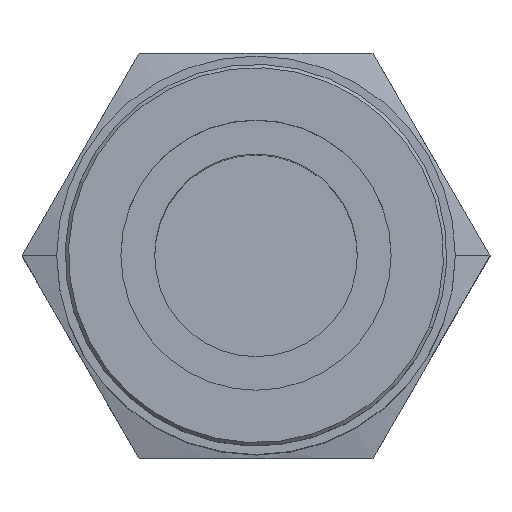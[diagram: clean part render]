
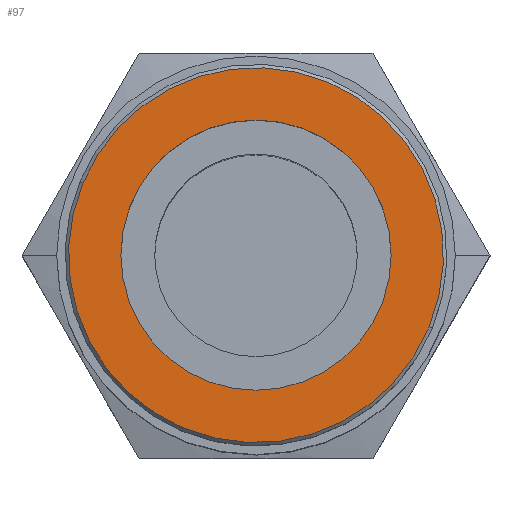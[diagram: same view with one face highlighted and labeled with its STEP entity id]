
A CAD part, top view. The second image highlights one B-rep face of the part: STEP entity #97.
In plain terms, the highlighted planar face has unit normal (0, 0, 1).
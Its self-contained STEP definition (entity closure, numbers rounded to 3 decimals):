
#44=FACE_BOUND('',#576,.T.);
#64=CIRCLE('',#775,5.55);
#65=CIRCLE('',#776,5.55);
#66=CIRCLE('',#777,4.);
#67=CIRCLE('',#778,4.);
#97=ADVANCED_FACE('KC6-01',(#139,#44),#619,.T.);
#139=FACE_OUTER_BOUND('',#575,.T.);
#224=ORIENTED_EDGE('',*,*,#390,.T.);
#225=ORIENTED_EDGE('',*,*,#391,.T.);
#226=ORIENTED_EDGE('',*,*,#392,.F.);
#227=ORIENTED_EDGE('',*,*,#393,.F.);
#390=EDGE_CURVE('54',#538,#539,#64,.T.);
#391=EDGE_CURVE('55',#539,#538,#65,.T.);
#392=EDGE_CURVE('61',#540,#541,#66,.T.);
#393=EDGE_CURVE('60',#541,#540,#67,.T.);
#538=VERTEX_POINT('24',#707);
#539=VERTEX_POINT('44',#708);
#540=VERTEX_POINT('47',#710);
#541=VERTEX_POINT('25',#711);
#575=EDGE_LOOP('',(#224,#225));
#576=EDGE_LOOP('',(#226,#227));
#619=PLANE('',#774);
#706=CARTESIAN_POINT('',(-7.906,-3.271,24.75));
#707=CARTESIAN_POINT('',(5.127,-2.126,24.75));
#708=CARTESIAN_POINT('',(-5.127,2.126,24.75));
#709=CARTESIAN_POINT('',(0.,0.,24.75));
#710=CARTESIAN_POINT('',(4.,0.,24.75));
#711=CARTESIAN_POINT('',(-4.,0.,24.75));
#774=AXIS2_PLACEMENT_3D('',#706,#827,#837);
#775=AXIS2_PLACEMENT_3D('',#709,#827,#837);
#776=AXIS2_PLACEMENT_3D('',#709,#827,#838);
#777=AXIS2_PLACEMENT_3D('',#709,#827,#828);
#778=AXIS2_PLACEMENT_3D('',#709,#827,#836);
#827=DIRECTION('',(0.,0.,1.));
#828=DIRECTION('',(1.,0.,0.));
#836=DIRECTION('',(-1.,0.,0.));
#837=DIRECTION('',(0.924,-0.383,0.));
#838=DIRECTION('',(-0.924,0.383,0.));
